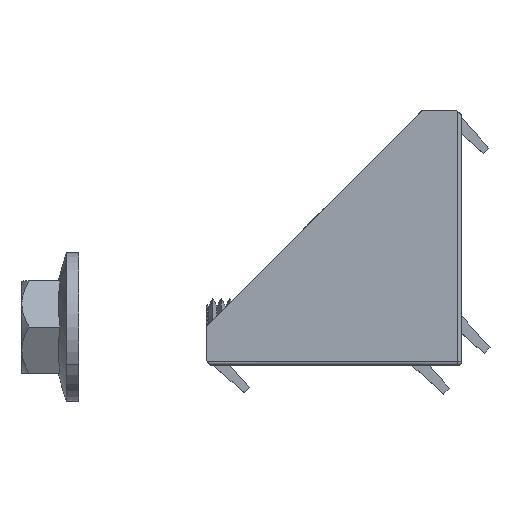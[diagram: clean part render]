
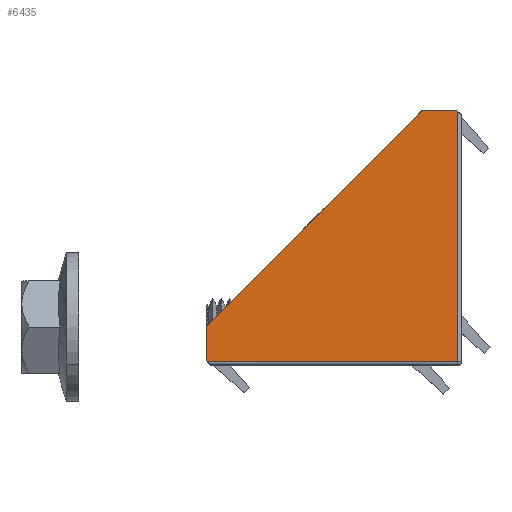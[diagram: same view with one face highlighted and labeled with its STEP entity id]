
A CAD part, top view. The second image highlights one B-rep face of the part: STEP entity #6435.
In plain terms, the highlighted planar face has unit normal (0.006, -0.006, 1).
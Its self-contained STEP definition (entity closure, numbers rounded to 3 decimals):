
#862 = LINE ( 'NONE', #20950, #10404 ) ;
#1181 = LINE ( 'NONE', #16795, #5626 ) ;
#1242 = LINE ( 'NONE', #10891, #10190 ) ;
#1360 = DIRECTION ( 'NONE',  ( -0.707, 0.707, 0.009 ) ) ;
#1925 = CARTESIAN_POINT ( 'NONE',  ( -5.5, 36., 19. ) ) ;
#3083 = EDGE_CURVE ( 'NONE', #19250, #22006, #1242, .T. ) ;
#3752 = CARTESIAN_POINT ( 'NONE',  ( -36., 5.5, 19. ) ) ;
#3818 = DIRECTION ( 'NONE',  ( 0.006, -0.006, 1. ) ) ;
#4234 = ORIENTED_EDGE ( 'NONE', *, *, #17729, .T. ) ;
#5456 = LINE ( 'NONE', #16554, #6095 ) ;
#5626 = VECTOR ( 'NONE', #22635, 1000. ) ;
#5633 = EDGE_CURVE ( 'NONE', #17302, #19250, #1181, .T. ) ;
#6000 = CARTESIAN_POINT ( 'NONE',  ( -0.497, 35.3, 18.965 ) ) ;
#6095 = VECTOR ( 'NONE', #7063, 1000. ) ;
#6435 = ADVANCED_FACE ( 'NONE', ( #12186 ), #13307, .T. ) ;
#6840 = VERTEX_POINT ( 'NONE', #20497 ) ;
#6986 = CARTESIAN_POINT ( 'NONE',  ( 0., 35.3, 18.962 ) ) ;
#7063 = DIRECTION ( 'NONE',  ( 0., -1., -0.006 ) ) ;
#7587 = CARTESIAN_POINT ( 'NONE',  ( -0.497, 35.797, 18.968 ) ) ;
#8028 = VERTEX_POINT ( 'NONE', #14047 ) ;
#10084 = VECTOR ( 'NONE', #10621, 1000. ) ;
#10165 = ORIENTED_EDGE ( 'NONE', *, *, #23163, .T. ) ;
#10190 = VECTOR ( 'NONE', #12790, 1000. ) ;
#10272 = VERTEX_POINT ( 'NONE', #3752 ) ;
#10285 = CARTESIAN_POINT ( 'NONE',  ( -36., 0.7, 18.97 ) ) ;
#10344 = VECTOR ( 'NONE', #19265, 1000. ) ;
#10404 = VECTOR ( 'NONE', #22887, 1000. ) ;
#10621 = DIRECTION ( 'NONE',  ( -0.707, -0.707, 0. ) ) ;
#10891 = CARTESIAN_POINT ( 'NONE',  ( 0., 0.497, 18.747 ) ) ;
#11038 = ORIENTED_EDGE ( 'NONE', *, *, #3083, .T. ) ;
#11152 = ORIENTED_EDGE ( 'NONE', *, *, #23383, .T. ) ;
#11341 = ORIENTED_EDGE ( 'NONE', *, *, #20627, .T. ) ;
#12186 = FACE_OUTER_BOUND ( 'NONE', #19962, .T. ) ;
#12378 = ORIENTED_EDGE ( 'NONE', *, *, #17023, .T. ) ;
#12790 = DIRECTION ( 'NONE',  ( 1., 0., -0.006 ) ) ;
#13305 = LINE ( 'NONE', #22005, #10084 ) ;
#13307 = PLANE ( 'NONE',  #20889 ) ;
#14047 = CARTESIAN_POINT ( 'NONE',  ( -0.7, 36., 18.97 ) ) ;
#15370 = LINE ( 'NONE', #6000, #10344 ) ;
#15742 = VECTOR ( 'NONE', #1360, 1000. ) ;
#16337 = LINE ( 'NONE', #6986, #15742 ) ;
#16554 = CARTESIAN_POINT ( 'NONE',  ( -36., 5.5, 19. ) ) ;
#16795 = CARTESIAN_POINT ( 'NONE',  ( -35.3, 0., 18.962 ) ) ;
#17023 = EDGE_CURVE ( 'NONE', #6840, #10272, #13305, .T. ) ;
#17122 = DIRECTION ( 'NONE',  ( 1., 0., -0.006 ) ) ;
#17302 = VERTEX_POINT ( 'NONE', #10285 ) ;
#17729 = EDGE_CURVE ( 'NONE', #22006, #22288, #15370, .T. ) ;
#17735 = CARTESIAN_POINT ( 'NONE',  ( -35.797, 0.497, 18.968 ) ) ;
#18708 = ORIENTED_EDGE ( 'NONE', *, *, #5633, .T. ) ;
#19250 = VERTEX_POINT ( 'NONE', #17735 ) ;
#19265 = DIRECTION ( 'NONE',  ( 0., 1., 0.006 ) ) ;
#19962 = EDGE_LOOP ( 'NONE', ( #18708, #11038, #4234, #10165, #11152, #12378, #11341 ) ) ;
#20497 = CARTESIAN_POINT ( 'NONE',  ( -5.5, 36., 19. ) ) ;
#20627 = EDGE_CURVE ( 'NONE', #10272, #17302, #5456, .T. ) ;
#20889 = AXIS2_PLACEMENT_3D ( 'NONE', #1925, #3818, #17122 ) ;
#20924 = CARTESIAN_POINT ( 'NONE',  ( -0.497, 0.497, 18.75 ) ) ;
#20950 = CARTESIAN_POINT ( 'NONE',  ( -0.7, 36., 18.97 ) ) ;
#22005 = CARTESIAN_POINT ( 'NONE',  ( -5.5, 36., 19. ) ) ;
#22006 = VERTEX_POINT ( 'NONE', #20924 ) ;
#22288 = VERTEX_POINT ( 'NONE', #7587 ) ;
#22635 = DIRECTION ( 'NONE',  ( 0.707, -0.707, -0.009 ) ) ;
#22887 = DIRECTION ( 'NONE',  ( -1., 0., 0.006 ) ) ;
#23163 = EDGE_CURVE ( 'NONE', #22288, #8028, #16337, .T. ) ;
#23383 = EDGE_CURVE ( 'NONE', #8028, #6840, #862, .T. ) ;
